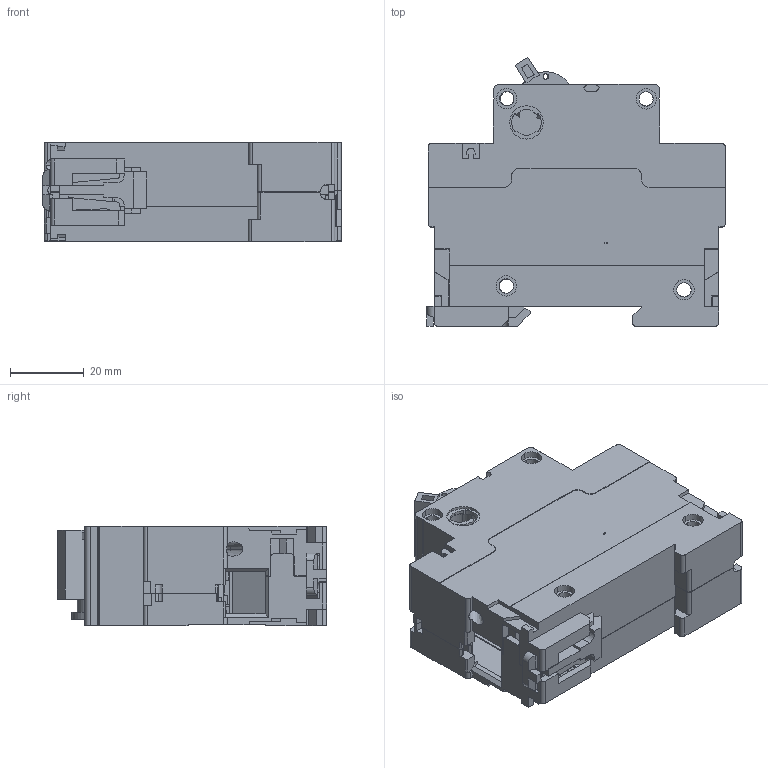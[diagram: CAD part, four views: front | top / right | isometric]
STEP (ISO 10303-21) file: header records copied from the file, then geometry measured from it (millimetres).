
FILE_DESCRIPTION (( 'STEP AP203' ), '1' );
FILE_NAME ('P2MB 1P.STEP', '2018-04-27T07:53:57', ( '' ), ( '' ), 'SwSTEP 2.0', 'SolidWorks 2011', '' );
FILE_SCHEMA (( 'CONFIG_CONTROL_DESIGN' ));
Length unit declared in the file: millimetre
Products named in the file (5): P2MB 1P; 8LD.143.115; 8LD.253.108; 8LD.315.174; 8LD.024.221
Assembly tree (4 placements, depth 2):
  P2MB 1P
    8LD.315.174
    8LD.024.221
    8LD.253.108
    8LD.143.115
Bounding box: 80.75 x 72.78 x 26.9 mm (x, y, z)
Volume: 39324.3 mm3; surface area: 49858.3 mm2
Topology: 4 solids, 4 shells, 1432 faces, 4048 edges, 2662 vertices
Faces by surface type: plane 1041, cylinder 307, cone 44, bspline 40
Entity records: 47329 total; most frequent: CARTESIAN_POINT 9457, ORIENTED_EDGE 8096, DIRECTION 7409, EDGE_CURVE 4048, VECTOR 3119, LINE 3119, VERTEX_POINT 2662, AXIS2_PLACEMENT_3D 2145
